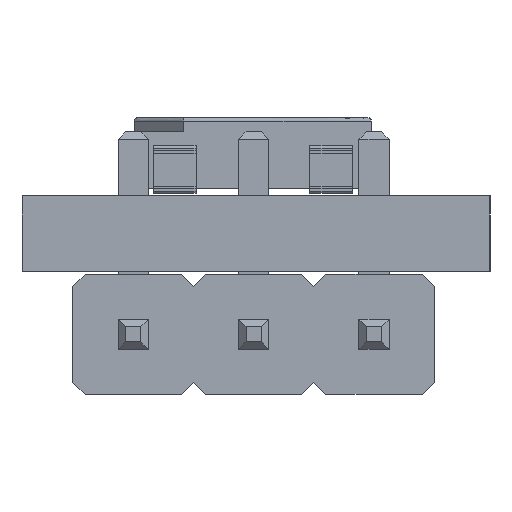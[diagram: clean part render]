
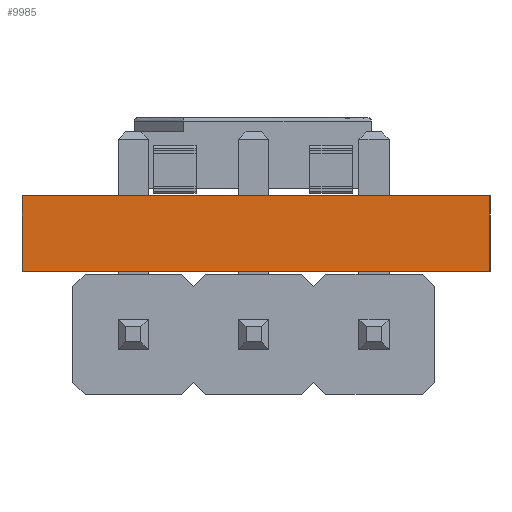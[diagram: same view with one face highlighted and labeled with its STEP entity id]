
A CAD part, left-side view. The second image highlights one B-rep face of the part: STEP entity #9985.
In plain terms, the highlighted planar face has unit normal (-1, 0, 0).
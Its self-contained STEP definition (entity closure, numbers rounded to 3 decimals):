
#9985 = ADVANCED_FACE('',(#9986),#10000,.F.);
#9986 = FACE_BOUND('',#9987,.F.);
#9987 = EDGE_LOOP('',(#9988,#10023,#10051,#10079));
#9988 = ORIENTED_EDGE('',*,*,#9989,.T.);
#9989 = EDGE_CURVE('',#9990,#9992,#9994,.T.);
#9990 = VERTEX_POINT('',#9991);
#9991 = CARTESIAN_POINT('',(31.75,-24.13,0.));
#9992 = VERTEX_POINT('',#9993);
#9993 = CARTESIAN_POINT('',(31.75,-24.13,1.6));
#9994 = SURFACE_CURVE('',#9995,(#9999,#10011),.PCURVE_S1.);
#9995 = LINE('',#9996,#9997);
#9996 = CARTESIAN_POINT('',(31.75,-24.13,0.));
#9997 = VECTOR('',#9998,1.);
#9998 = DIRECTION('',(0.,0.,1.));
#9999 = PCURVE('',#10000,#10005);
#10000 = PLANE('',#10001);
#10001 = AXIS2_PLACEMENT_3D('',#10002,#10003,#10004);
#10002 = CARTESIAN_POINT('',(31.75,-24.13,0.));
#10003 = DIRECTION('',(1.,0.,-0.));
#10004 = DIRECTION('',(0.,-1.,0.));
#10005 = DEFINITIONAL_REPRESENTATION('',(#10006),#10010);
#10006 = LINE('',#10007,#10008);
#10007 = CARTESIAN_POINT('',(0.,0.));
#10008 = VECTOR('',#10009,1.);
#10009 = DIRECTION('',(0.,-1.));
#10010 = ( GEOMETRIC_REPRESENTATION_CONTEXT(2) 
PARAMETRIC_REPRESENTATION_CONTEXT() REPRESENTATION_CONTEXT('2D SPACE',''
  ) );
#10011 = PCURVE('',#10012,#10017);
#10012 = PLANE('',#10013);
#10013 = AXIS2_PLACEMENT_3D('',#10014,#10015,#10016);
#10014 = CARTESIAN_POINT('',(104.75,-24.13,0.));
#10015 = DIRECTION('',(0.,-1.,0.));
#10016 = DIRECTION('',(-1.,0.,0.));
#10017 = DEFINITIONAL_REPRESENTATION('',(#10018),#10022);
#10018 = LINE('',#10019,#10020);
#10019 = CARTESIAN_POINT('',(73.,0.));
#10020 = VECTOR('',#10021,1.);
#10021 = DIRECTION('',(0.,-1.));
#10022 = ( GEOMETRIC_REPRESENTATION_CONTEXT(2) 
PARAMETRIC_REPRESENTATION_CONTEXT() REPRESENTATION_CONTEXT('2D SPACE',''
  ) );
#10023 = ORIENTED_EDGE('',*,*,#10024,.T.);
#10024 = EDGE_CURVE('',#9992,#10025,#10027,.T.);
#10025 = VERTEX_POINT('',#10026);
#10026 = CARTESIAN_POINT('',(31.75,-34.,1.6));
#10027 = SURFACE_CURVE('',#10028,(#10032,#10039),.PCURVE_S1.);
#10028 = LINE('',#10029,#10030);
#10029 = CARTESIAN_POINT('',(31.75,-24.13,1.6));
#10030 = VECTOR('',#10031,1.);
#10031 = DIRECTION('',(0.,-1.,0.));
#10032 = PCURVE('',#10000,#10033);
#10033 = DEFINITIONAL_REPRESENTATION('',(#10034),#10038);
#10034 = LINE('',#10035,#10036);
#10035 = CARTESIAN_POINT('',(0.,-1.6));
#10036 = VECTOR('',#10037,1.);
#10037 = DIRECTION('',(1.,0.));
#10038 = ( GEOMETRIC_REPRESENTATION_CONTEXT(2) 
PARAMETRIC_REPRESENTATION_CONTEXT() REPRESENTATION_CONTEXT('2D SPACE',''
  ) );
#10039 = PCURVE('',#10040,#10045);
#10040 = PLANE('',#10041);
#10041 = AXIS2_PLACEMENT_3D('',#10042,#10043,#10044);
#10042 = CARTESIAN_POINT('',(68.25,-29.065,1.6));
#10043 = DIRECTION('',(0.,0.,1.));
#10044 = DIRECTION('',(1.,0.,-0.));
#10045 = DEFINITIONAL_REPRESENTATION('',(#10046),#10050);
#10046 = LINE('',#10047,#10048);
#10047 = CARTESIAN_POINT('',(-36.5,4.935));
#10048 = VECTOR('',#10049,1.);
#10049 = DIRECTION('',(0.,-1.));
#10050 = ( GEOMETRIC_REPRESENTATION_CONTEXT(2) 
PARAMETRIC_REPRESENTATION_CONTEXT() REPRESENTATION_CONTEXT('2D SPACE',''
  ) );
#10051 = ORIENTED_EDGE('',*,*,#10052,.F.);
#10052 = EDGE_CURVE('',#10053,#10025,#10055,.T.);
#10053 = VERTEX_POINT('',#10054);
#10054 = CARTESIAN_POINT('',(31.75,-34.,0.));
#10055 = SURFACE_CURVE('',#10056,(#10060,#10067),.PCURVE_S1.);
#10056 = LINE('',#10057,#10058);
#10057 = CARTESIAN_POINT('',(31.75,-34.,0.));
#10058 = VECTOR('',#10059,1.);
#10059 = DIRECTION('',(0.,0.,1.));
#10060 = PCURVE('',#10000,#10061);
#10061 = DEFINITIONAL_REPRESENTATION('',(#10062),#10066);
#10062 = LINE('',#10063,#10064);
#10063 = CARTESIAN_POINT('',(9.87,0.));
#10064 = VECTOR('',#10065,1.);
#10065 = DIRECTION('',(0.,-1.));
#10066 = ( GEOMETRIC_REPRESENTATION_CONTEXT(2) 
PARAMETRIC_REPRESENTATION_CONTEXT() REPRESENTATION_CONTEXT('2D SPACE',''
  ) );
#10067 = PCURVE('',#10068,#10073);
#10068 = PLANE('',#10069);
#10069 = AXIS2_PLACEMENT_3D('',#10070,#10071,#10072);
#10070 = CARTESIAN_POINT('',(31.75,-34.,0.));
#10071 = DIRECTION('',(0.,1.,0.));
#10072 = DIRECTION('',(1.,0.,0.));
#10073 = DEFINITIONAL_REPRESENTATION('',(#10074),#10078);
#10074 = LINE('',#10075,#10076);
#10075 = CARTESIAN_POINT('',(0.,0.));
#10076 = VECTOR('',#10077,1.);
#10077 = DIRECTION('',(0.,-1.));
#10078 = ( GEOMETRIC_REPRESENTATION_CONTEXT(2) 
PARAMETRIC_REPRESENTATION_CONTEXT() REPRESENTATION_CONTEXT('2D SPACE',''
  ) );
#10079 = ORIENTED_EDGE('',*,*,#10080,.F.);
#10080 = EDGE_CURVE('',#9990,#10053,#10081,.T.);
#10081 = SURFACE_CURVE('',#10082,(#10086,#10093),.PCURVE_S1.);
#10082 = LINE('',#10083,#10084);
#10083 = CARTESIAN_POINT('',(31.75,-24.13,0.));
#10084 = VECTOR('',#10085,1.);
#10085 = DIRECTION('',(0.,-1.,0.));
#10086 = PCURVE('',#10000,#10087);
#10087 = DEFINITIONAL_REPRESENTATION('',(#10088),#10092);
#10088 = LINE('',#10089,#10090);
#10089 = CARTESIAN_POINT('',(0.,0.));
#10090 = VECTOR('',#10091,1.);
#10091 = DIRECTION('',(1.,0.));
#10092 = ( GEOMETRIC_REPRESENTATION_CONTEXT(2) 
PARAMETRIC_REPRESENTATION_CONTEXT() REPRESENTATION_CONTEXT('2D SPACE',''
  ) );
#10093 = PCURVE('',#10094,#10099);
#10094 = PLANE('',#10095);
#10095 = AXIS2_PLACEMENT_3D('',#10096,#10097,#10098);
#10096 = CARTESIAN_POINT('',(68.25,-29.065,0.));
#10097 = DIRECTION('',(0.,0.,1.));
#10098 = DIRECTION('',(1.,0.,-0.));
#10099 = DEFINITIONAL_REPRESENTATION('',(#10100),#10104);
#10100 = LINE('',#10101,#10102);
#10101 = CARTESIAN_POINT('',(-36.5,4.935));
#10102 = VECTOR('',#10103,1.);
#10103 = DIRECTION('',(0.,-1.));
#10104 = ( GEOMETRIC_REPRESENTATION_CONTEXT(2) 
PARAMETRIC_REPRESENTATION_CONTEXT() REPRESENTATION_CONTEXT('2D SPACE',''
  ) );
